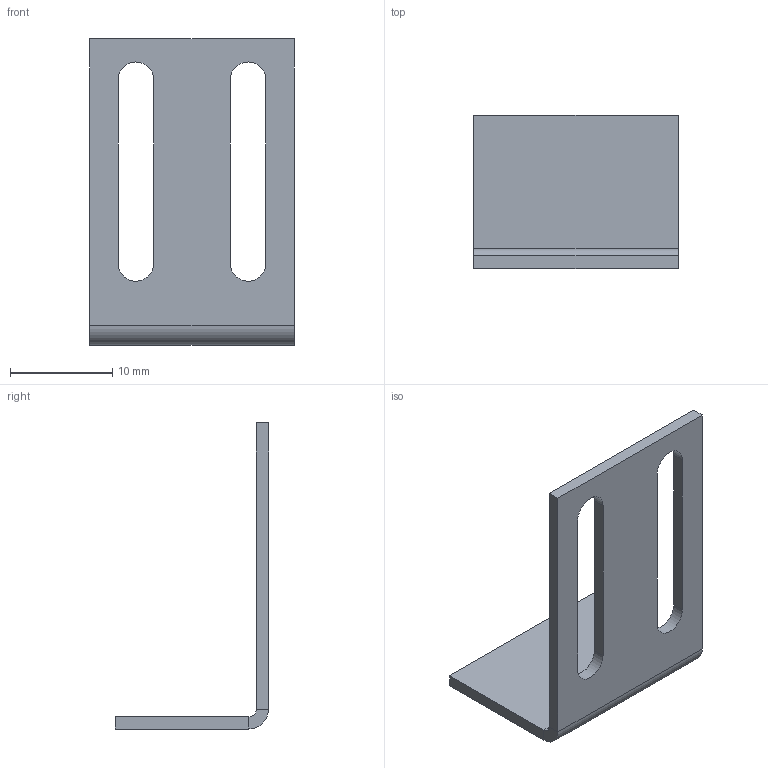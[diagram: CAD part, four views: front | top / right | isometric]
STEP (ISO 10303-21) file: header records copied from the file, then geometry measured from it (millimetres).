
FILE_DESCRIPTION (( 'STEP AP214' ), '1' );
FILE_NAME ('support.STEP', '2016-11-27T20:58:19', ( '' ), ( '' ), 'SwSTEP 2.0', 'SolidWorks 2016', '' );
FILE_SCHEMA (( 'AUTOMOTIVE_DESIGN' ));
Length unit declared in the file: millimetre
Products named in the file (1): support
Bounding box: 20 x 15 x 30 mm (x, y, z)
Volume: 863.1 mm3; surface area: 1703.1 mm2
Topology: 1 solids, 1 shells, 24 faces, 58 edges, 36 vertices
Faces by surface type: plane 16, cylinder 8
Entity records: 736 total; most frequent: DIRECTION 124, CARTESIAN_POINT 119, ORIENTED_EDGE 116, EDGE_CURVE 58, LINE 42, VECTOR 42, AXIS2_PLACEMENT_3D 41, VERTEX_POINT 36
